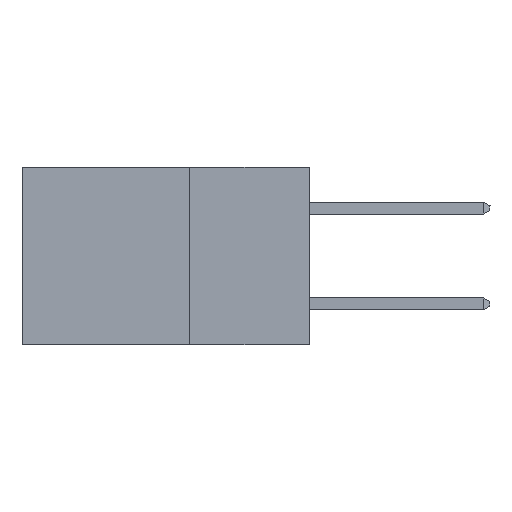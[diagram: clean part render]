
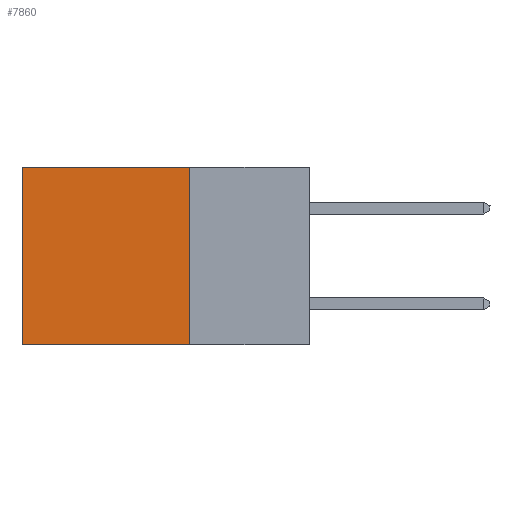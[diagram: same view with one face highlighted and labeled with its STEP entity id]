
A CAD part, left-side view. The second image highlights one B-rep face of the part: STEP entity #7860.
In plain terms, the highlighted planar face has unit normal (-1, 0, 0).
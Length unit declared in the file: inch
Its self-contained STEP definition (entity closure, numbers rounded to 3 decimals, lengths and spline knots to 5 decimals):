
#197 = VERTEX_POINT ( 'NONE', #7444 ) ;
#739 = VECTOR ( 'NONE', #7013, 39.37008 ) ;
#1180 = LINE ( 'NONE', #4826, #9869 ) ;
#1188 = DIRECTION ( 'NONE',  ( 0., 0., -1. ) ) ;
#1594 = DIRECTION ( 'NONE',  ( 1., 0., 0. ) ) ;
#2330 = CARTESIAN_POINT ( 'NONE',  ( 0.2875, 0.6, 0. ) ) ;
#2549 = ORIENTED_EDGE ( 'NONE', *, *, #8936, .F. ) ;
#3461 = CARTESIAN_POINT ( 'NONE',  ( 0.2875, 0.25, -0.37 ) ) ;
#3639 = FACE_OUTER_BOUND ( 'NONE', #6022, .T. ) ;
#3697 = VERTEX_POINT ( 'NONE', #12871 ) ;
#3736 = PLANE ( 'NONE',  #12810 ) ;
#4392 = CARTESIAN_POINT ( 'NONE',  ( 0.2875, 0.25, 0. ) ) ;
#4826 = CARTESIAN_POINT ( 'NONE',  ( 0.2875, 0.25, 0. ) ) ;
#5128 = CARTESIAN_POINT ( 'NONE',  ( 0.2875, 0.25, 0. ) ) ;
#5157 = VECTOR ( 'NONE', #12091, 39.37008 ) ;
#5172 = ORIENTED_EDGE ( 'NONE', *, *, #8462, .T. ) ;
#6022 = EDGE_LOOP ( 'NONE', ( #5172, #2549, #8878, #10536 ) ) ;
#6360 = CARTESIAN_POINT ( 'NONE',  ( 0.2875, 0.25, 0. ) ) ;
#6679 = LINE ( 'NONE', #14782, #12291 ) ;
#6891 = EDGE_CURVE ( 'NONE', #15802, #3697, #1180, .T. ) ;
#7013 = DIRECTION ( 'NONE',  ( 0., 1., 0. ) ) ;
#7032 = VERTEX_POINT ( 'NONE', #2330 ) ;
#7444 = CARTESIAN_POINT ( 'NONE',  ( 0.2875, 0.6, -0.37 ) ) ;
#7860 = ADVANCED_FACE ( 'NONE', ( #3639 ), #3736, .F. ) ;
#8391 = EDGE_CURVE ( 'NONE', #15802, #7032, #12677, .T. ) ;
#8462 = EDGE_CURVE ( 'NONE', #7032, #197, #6679, .T. ) ;
#8878 = ORIENTED_EDGE ( 'NONE', *, *, #6891, .F. ) ;
#8936 = EDGE_CURVE ( 'NONE', #3697, #197, #12675, .T. ) ;
#9869 = VECTOR ( 'NONE', #1188, 39.37008 ) ;
#10536 = ORIENTED_EDGE ( 'NONE', *, *, #8391, .T. ) ;
#12091 = DIRECTION ( 'NONE',  ( 0., 1., 0. ) ) ;
#12291 = VECTOR ( 'NONE', #13409, 39.37008 ) ;
#12675 = LINE ( 'NONE', #3461, #5157 ) ;
#12677 = LINE ( 'NONE', #4392, #739 ) ;
#12728 = DIRECTION ( 'NONE',  ( 0., 0., -1. ) ) ;
#12810 = AXIS2_PLACEMENT_3D ( 'NONE', #5128, #1594, #12728 ) ;
#12871 = CARTESIAN_POINT ( 'NONE',  ( 0.2875, 0.25, -0.37 ) ) ;
#13409 = DIRECTION ( 'NONE',  ( 0., 0., -1. ) ) ;
#14782 = CARTESIAN_POINT ( 'NONE',  ( 0.2875, 0.6, 0. ) ) ;
#15802 = VERTEX_POINT ( 'NONE', #6360 ) ;
